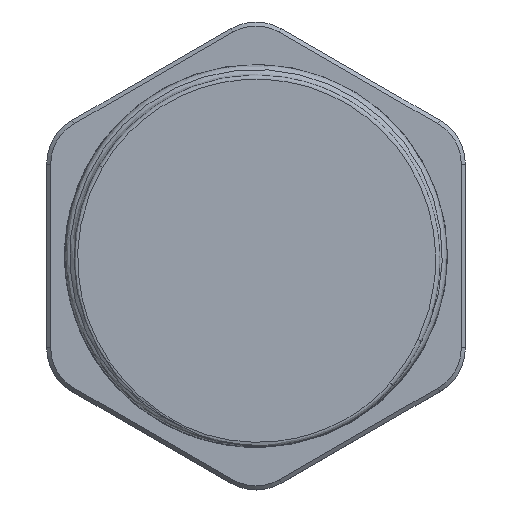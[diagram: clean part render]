
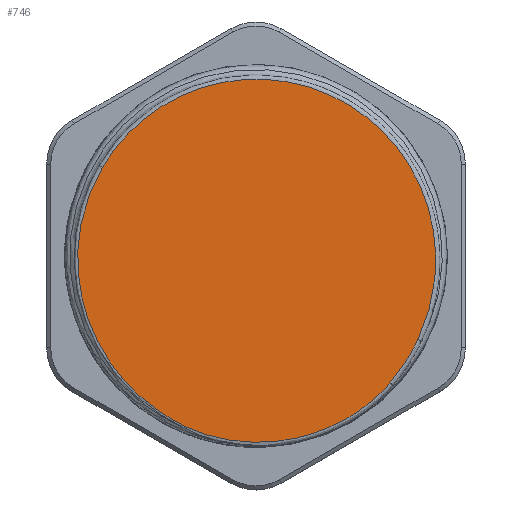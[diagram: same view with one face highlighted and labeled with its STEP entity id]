
A CAD part, top view. The second image highlights one B-rep face of the part: STEP entity #746.
In plain terms, the highlighted planar face has unit normal (0, 0, 1).
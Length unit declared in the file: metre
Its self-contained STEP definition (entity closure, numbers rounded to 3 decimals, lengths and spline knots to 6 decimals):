
#41=B_SPLINE_CURVE_WITH_KNOTS('',3,(#1260,#1261,#1262,#1263),
 .UNSPECIFIED.,.F.,.F.,(4,4),(0.,0.00513),.UNSPECIFIED.);
#42=B_SPLINE_CURVE_WITH_KNOTS('',3,(#1266,#1267,#1268,#1269,#1270,#1271,
#1272,#1273,#1274,#1275,#1276,#1277,#1278,#1279,#1280,#1281),
 .UNSPECIFIED.,.F.,.F.,(4,1,1,1,1,1,1,1,1,1,1,1,1,4),(0.,
0.006825,0.013651,0.017064,0.020476,
0.023889,0.027302,0.030715,0.034127,
0.03754,0.040953,0.044365,0.047778,
0.054604),.UNSPECIFIED.);
#43=B_SPLINE_CURVE_WITH_KNOTS('',3,(#1283,#1284,#1285,#1286,#1287,#1288,
#1289,#1290),.UNSPECIFIED.,.F.,.F.,(4,1,1,1,1,4),(0.,0.007551,
0.011327,0.015102,0.022653,0.030204),
 .UNSPECIFIED.);
#44=B_SPLINE_CURVE_WITH_KNOTS('',3,(#1292,#1293,#1294,#1295,#1296,#1297,
#1298,#1299,#1300),.UNSPECIFIED.,.F.,.F.,(4,1,1,1,1,1,4),(0.,0.002805,
0.005611,0.011221,0.016832,0.019637,
0.022443),.UNSPECIFIED.);
#171=ORIENTED_EDGE('',*,*,#378,.T.);
#172=ORIENTED_EDGE('',*,*,#379,.T.);
#173=ORIENTED_EDGE('',*,*,#380,.T.);
#174=ORIENTED_EDGE('',*,*,#381,.T.);
#378=EDGE_CURVE('',#476,#477,#41,.T.);
#379=EDGE_CURVE('',#477,#478,#42,.T.);
#380=EDGE_CURVE('',#478,#479,#43,.T.);
#381=EDGE_CURVE('',#479,#476,#44,.T.);
#476=VERTEX_POINT('',#1264);
#477=VERTEX_POINT('',#1265);
#478=VERTEX_POINT('',#1282);
#479=VERTEX_POINT('',#1291);
#622=EDGE_LOOP('',(#171,#172,#173,#174));
#674=FACE_BOUND('',#622,.T.);
#717=PLANE('',#836);
#746=ADVANCED_FACE('',(#674),#717,.T.);
#836=AXIS2_PLACEMENT_3D('',#1259,#992,#993);
#992=DIRECTION('',(0.,0.,1.));
#993=DIRECTION('',(0.,-1.,0.));
#1259=CARTESIAN_POINT('',(0.,0.,0.014));
#1260=CARTESIAN_POINT('',(0.013276,-0.012606,0.014));
#1261=CARTESIAN_POINT('',(0.014375,-0.011294,0.014));
#1262=CARTESIAN_POINT('',(0.015317,-0.009851,0.014));
#1263=CARTESIAN_POINT('',(0.016045,-0.008301,0.014));
#1264=CARTESIAN_POINT('',(0.013276,-0.012606,0.014));
#1265=CARTESIAN_POINT('',(0.016045,-0.008301,0.014));
#1266=CARTESIAN_POINT('',(0.016045,-0.008301,0.014));
#1267=CARTESIAN_POINT('',(0.01702,-0.006226,0.014));
#1268=CARTESIAN_POINT('',(0.018194,-0.001752,0.014));
#1269=CARTESIAN_POINT('',(0.017539,0.003982,0.014));
#1270=CARTESIAN_POINT('',(0.015758,0.008197,0.014));
#1271=CARTESIAN_POINT('',(0.013868,0.011033,0.014));
#1272=CARTESIAN_POINT('',(0.011442,0.013483,0.014));
#1273=CARTESIAN_POINT('',(0.008637,0.015398,0.014));
#1274=CARTESIAN_POINT('',(0.005468,0.016765,0.014));
#1275=CARTESIAN_POINT('',(0.002143,0.017488,0.014));
#1276=CARTESIAN_POINT('',(-0.001293,0.017565,0.014));
#1277=CARTESIAN_POINT('',(-0.00467,0.016979,0.014));
#1278=CARTESIAN_POINT('',(-0.007858,0.015765,0.014));
#1279=CARTESIAN_POINT('',(-0.011754,0.013342,0.014));
#1280=CARTESIAN_POINT('',(-0.014054,0.010746,0.014));
#1281=CARTESIAN_POINT('',(-0.015217,0.008769,0.014));
#1282=CARTESIAN_POINT('',(-0.015217,0.008769,0.014));
#1283=CARTESIAN_POINT('',(-0.015217,0.008769,0.014));
#1284=CARTESIAN_POINT('',(-0.016503,0.006579,0.014));
#1285=CARTESIAN_POINT('',(-0.017704,0.002924,0.014));
#1286=CARTESIAN_POINT('',(-0.017708,-0.002144,0.014));
#1287=CARTESIAN_POINT('',(-0.016674,-0.007071,0.014));
#1288=CARTESIAN_POINT('',(-0.013478,-0.01267,0.014));
#1289=CARTESIAN_POINT('',(-0.009341,-0.015768,0.014));
#1290=CARTESIAN_POINT('',(-0.007065,-0.01689,0.014));
#1291=CARTESIAN_POINT('',(-0.007065,-0.01689,0.014));
#1292=CARTESIAN_POINT('',(-0.007065,-0.01689,0.014));
#1293=CARTESIAN_POINT('',(-0.006226,-0.017303,0.014));
#1294=CARTESIAN_POINT('',(-0.004461,-0.01794,0.014));
#1295=CARTESIAN_POINT('',(-0.000801,-0.018632,0.014));
#1296=CARTESIAN_POINT('',(0.003882,-0.018386,0.014));
#1297=CARTESIAN_POINT('',(0.008273,-0.016712,0.014));
#1298=CARTESIAN_POINT('',(0.011315,-0.014623,0.014));
#1299=CARTESIAN_POINT('',(0.012675,-0.013324,0.014));
#1300=CARTESIAN_POINT('',(0.013276,-0.012606,0.014));
